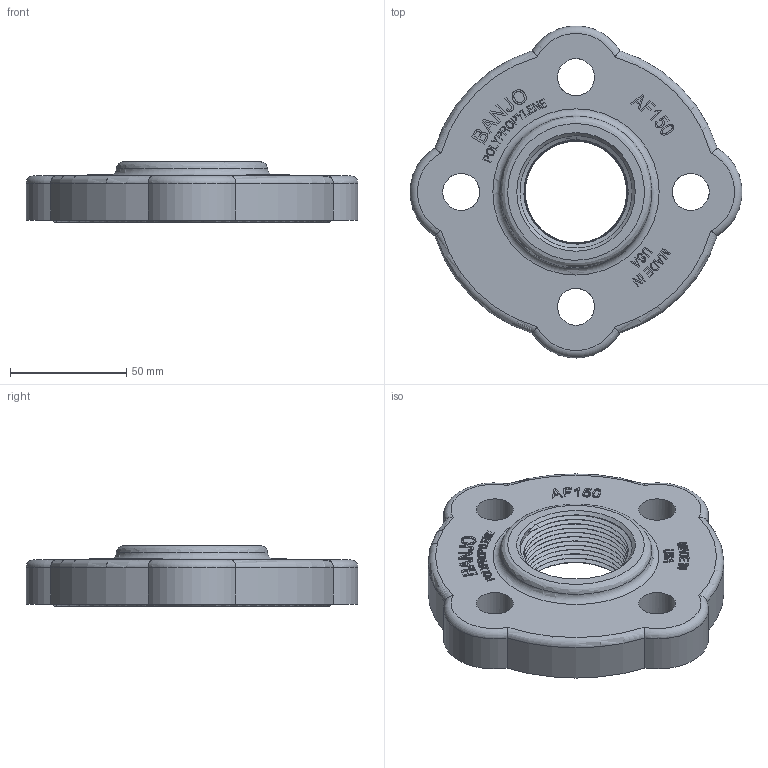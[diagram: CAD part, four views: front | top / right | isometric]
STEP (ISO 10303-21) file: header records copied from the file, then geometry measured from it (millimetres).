
FILE_DESCRIPTION(/* description */ ('1 1/2" ANSI FLANGE'),/* implementation_level */ '2;1');
FILE_NAME(/* name */ 'AF150.stp',/* time_stamp */ '2016-07-06T10:13:40-04:00',/* author */ ('MEG'),/* organization */ (''),/* preprocessor_version */ 'ST-DEVELOPER v16.1',/* originating_system */ 'Autodesk Inventor 2016',/* authorisation */ '');
FILE_SCHEMA (('AUTOMOTIVE_DESIGN { 1 0 10303 214 3 1 1 }'));
Length unit declared in the file: inch
Products named in the file (1): AF150
Bounding box: 142.49 x 142.49 x 26.04 mm (x, y, z)
Volume: 221881.2 mm3; surface area: 41794.6 mm2
Topology: 1 solids, 1 shells, 479 faces, 1304 edges, 874 vertices
Faces by surface type: plane 307, bspline 127, torus 28, cylinder 13, cone 4
Full cylindrical faces by diameter (mm): 15.875 x4
Entity records: 19126 total; most frequent: CARTESIAN_POINT 7941, ORIENTED_EDGE 2562, DIRECTION 1766, EDGE_CURVE 1281, VERTEX_POINT 864, LINE 860, VECTOR 860, EDGE_LOOP 549
